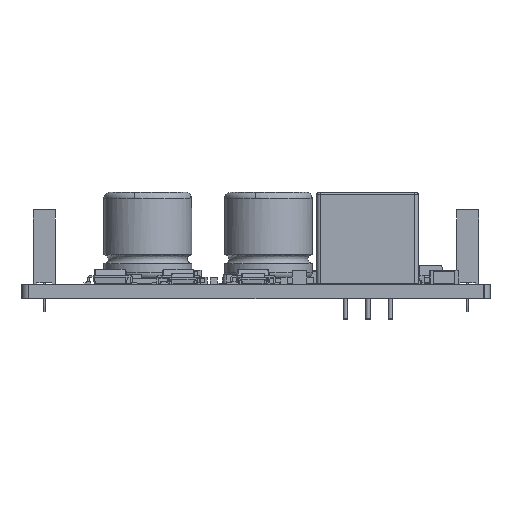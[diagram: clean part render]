
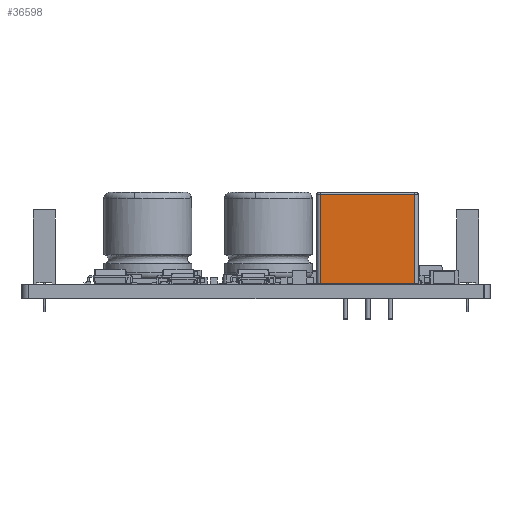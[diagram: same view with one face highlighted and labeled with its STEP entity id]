
A CAD part, left-side view. The second image highlights one B-rep face of the part: STEP entity #36598.
In plain terms, the highlighted face is planar.
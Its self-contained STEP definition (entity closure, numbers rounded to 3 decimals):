
#36407 = VERTEX_POINT('',#36408);
#36408 = CARTESIAN_POINT('',(7.865,-2.,0.1));
#36415 = EDGE_CURVE('',#36407,#36416,#36418,.T.);
#36416 = VERTEX_POINT('',#36417);
#36417 = CARTESIAN_POINT('',(-2.885,-2.,0.1));
#36418 = LINE('',#36419,#36420);
#36419 = CARTESIAN_POINT('',(8.29,-2.,0.1));
#36420 = VECTOR('',#36421,1.);
#36421 = DIRECTION('',(-1.,0.,0.));
#36553 = EDGE_CURVE('',#36407,#36554,#36556,.T.);
#36554 = VERTEX_POINT('',#36555);
#36555 = CARTESIAN_POINT('',(7.865,-2.,10.288));
#36556 = LINE('',#36557,#36558);
#36557 = CARTESIAN_POINT('',(7.865,-2.,0.1));
#36558 = VECTOR('',#36559,1.);
#36559 = DIRECTION('',(0.,0.,1.));
#36598 = ADVANCED_FACE('',(#36599),#36617,.T.);
#36599 = FACE_BOUND('',#36600,.T.);
#36600 = EDGE_LOOP('',(#36601,#36602,#36610,#36616));
#36601 = ORIENTED_EDGE('',*,*,#36553,.T.);
#36602 = ORIENTED_EDGE('',*,*,#36603,.T.);
#36603 = EDGE_CURVE('',#36554,#36604,#36606,.T.);
#36604 = VERTEX_POINT('',#36605);
#36605 = CARTESIAN_POINT('',(-2.885,-2.,10.288));
#36606 = LINE('',#36607,#36608);
#36607 = CARTESIAN_POINT('',(7.865,-2.,10.288));
#36608 = VECTOR('',#36609,1.);
#36609 = DIRECTION('',(-1.,0.,0.));
#36610 = ORIENTED_EDGE('',*,*,#36611,.F.);
#36611 = EDGE_CURVE('',#36416,#36604,#36612,.T.);
#36612 = LINE('',#36613,#36614);
#36613 = CARTESIAN_POINT('',(-2.885,-2.,0.1));
#36614 = VECTOR('',#36615,1.);
#36615 = DIRECTION('',(0.,0.,1.));
#36616 = ORIENTED_EDGE('',*,*,#36415,.F.);
#36617 = PLANE('',#36618);
#36618 = AXIS2_PLACEMENT_3D('',#36619,#36620,#36621);
#36619 = CARTESIAN_POINT('',(8.29,-2.,0.1));
#36620 = DIRECTION('',(0.,-1.,0.));
#36621 = DIRECTION('',(-1.,0.,0.));
